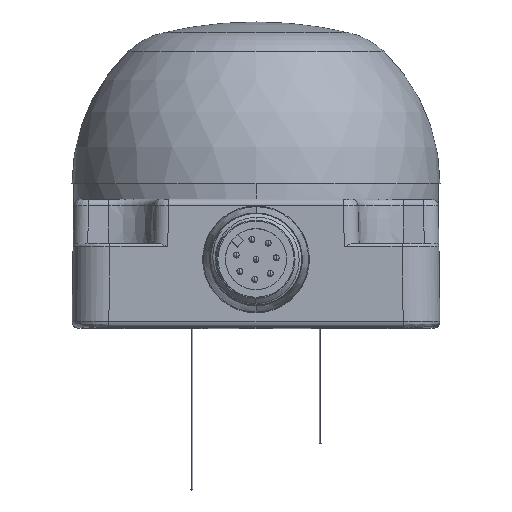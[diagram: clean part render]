
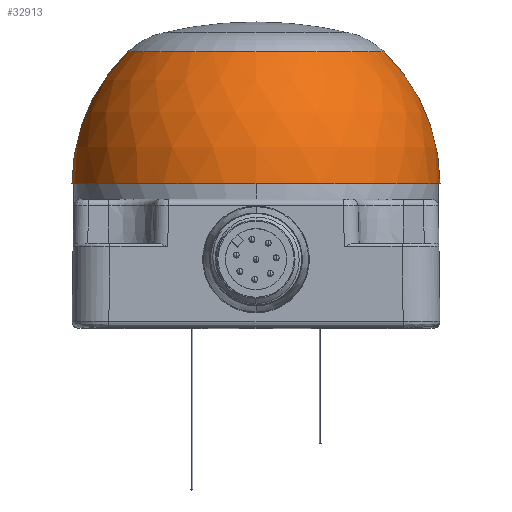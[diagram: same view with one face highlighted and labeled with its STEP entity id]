
A CAD part, top view. The second image highlights one B-rep face of the part: STEP entity #32913.
In plain terms, the highlighted spherical face has radius 25 mm.
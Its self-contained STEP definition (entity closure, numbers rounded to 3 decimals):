
#31772=CARTESIAN_POINT('',(0.,-4.045,0.));
#31773=DIRECTION('',(0.,1.,0.));
#31774=DIRECTION('',(0.,0.,-1.));
#31775=AXIS2_PLACEMENT_3D('',#31772,#31773,#31774);
#31777=CARTESIAN_POINT('',(0.,-22.,0.));
#31778=DIRECTION('',(-1.,0.,0.));
#31779=DIRECTION('',(0.,0.,1.));
#31780=AXIS2_PLACEMENT_3D('',#31777,#31778,#31779);
#31782=CARTESIAN_POINT('',(0.,-22.,0.));
#31783=DIRECTION('',(0.,1.,0.));
#31784=DIRECTION('',(0.,0.,-1.));
#31785=AXIS2_PLACEMENT_3D('',#31782,#31783,#31784);
#31787=CARTESIAN_POINT('',(0.,-22.,0.));
#31788=DIRECTION('',(1.,0.,0.));
#31789=DIRECTION('',(0.,0.,-1.));
#31790=AXIS2_PLACEMENT_3D('',#31787,#31788,#31789);
#32652=CARTESIAN_POINT('',(0.,-22.,-25.));
#32653=CARTESIAN_POINT('',(0.,-22.,25.));
#32654=VERTEX_POINT('',#32652);
#32655=VERTEX_POINT('',#32653);
#32814=CARTESIAN_POINT('',(0.,-4.045,17.396));
#32815=CARTESIAN_POINT('',(0.,-4.045,-17.396));
#32816=VERTEX_POINT('',#32814);
#32817=VERTEX_POINT('',#32815);
#32901=CARTESIAN_POINT('',(0.,-22.,0.));
#32902=DIRECTION('',(0.,-1.,0.));
#32903=DIRECTION('',(0.,0.,1.));
#32904=AXIS2_PLACEMENT_3D('',#32901,#32902,#32903);
#32905=SPHERICAL_SURFACE('',#32904,25.);
#32906=ORIENTED_EDGE('',*,*,#32895,.T.);
#32907=ORIENTED_EDGE('',*,*,#32843,.F.);
#32909=ORIENTED_EDGE('',*,*,#32908,.F.);
#32910=ORIENTED_EDGE('',*,*,#32839,.T.);
#32911=EDGE_LOOP('',(#32906,#32907,#32909,#32910));
#32912=FACE_OUTER_BOUND('',#32911,.F.);
#32913=ADVANCED_FACE('',(#32912),#32905,.T.);
#31776=CIRCLE('',#31775,17.396);
#31781=CIRCLE('',#31780,25.);
#31786=CIRCLE('',#31785,25.);
#31791=CIRCLE('',#31790,25.);
#32839=EDGE_CURVE('',#32654,#32817,#31791,.T.);
#32843=EDGE_CURVE('',#32655,#32816,#31781,.T.);
#32895=EDGE_CURVE('',#32817,#32816,#31776,.T.);
#32908=EDGE_CURVE('',#32654,#32655,#31786,.T.);
